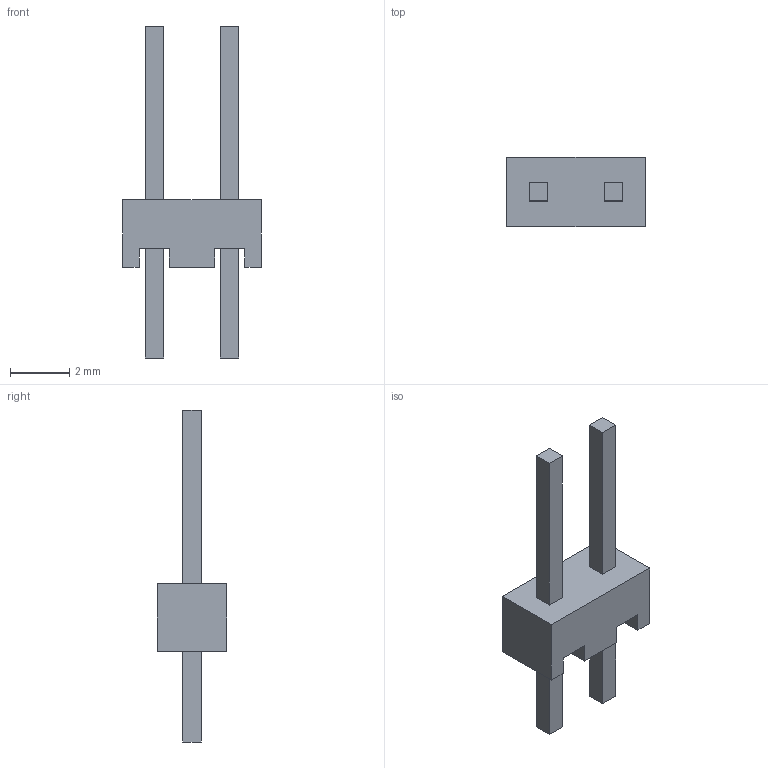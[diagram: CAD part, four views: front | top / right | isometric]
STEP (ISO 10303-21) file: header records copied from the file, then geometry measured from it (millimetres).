
FILE_DESCRIPTION((''),'2;1');
FILE_NAME('C-5-146278-2','2016-09-01T',('workeradm'),('Tyco Electronics Ltd.'),'CREO PARAMETRIC BY PTC INC, 2016050','CREO PARAMETRIC BY PTC INC, 2016050','');
FILE_SCHEMA(('AUTOMOTIVE_DESIGN { 1 0 10303 214 1 1 1 1 }'));
Length unit declared in the file: millimetre
Products named in the file (1): C-5-146278-2
Bounding box: 4.67 x 2.34 x 11.18 mm (x, y, z)
Volume: 29.3 mm3; surface area: 104.7 mm2
Topology: 1 solids, 1 shells, 34 faces, 84 edges, 56 vertices
Faces by surface type: plane 34
Entity records: 1164 total; most frequent: CARTESIAN_POINT 176, ORIENTED_EDGE 168, DIRECTION 152, COLOUR_RGB 126, VECTOR 84, LINE 84, EDGE_CURVE 84, VERTEX_POINT 56
